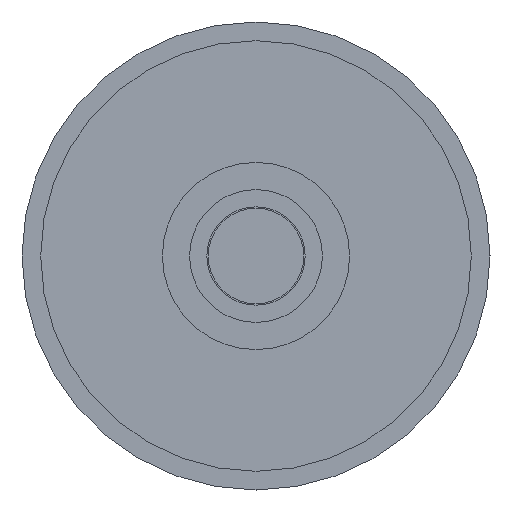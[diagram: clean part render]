
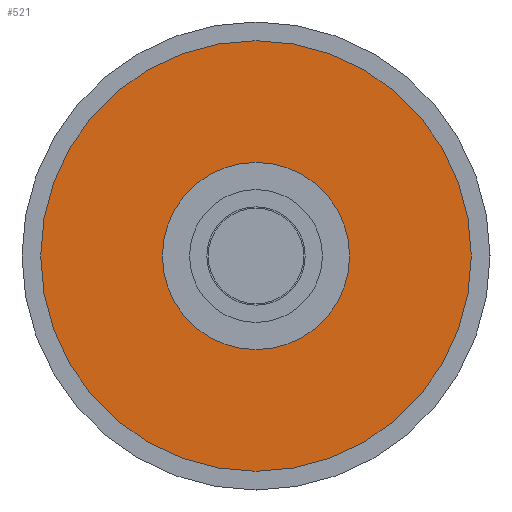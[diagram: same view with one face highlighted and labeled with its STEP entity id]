
A CAD part, front view. The second image highlights one B-rep face of the part: STEP entity #521.
In plain terms, the highlighted planar face has unit normal (0, -1, 0).
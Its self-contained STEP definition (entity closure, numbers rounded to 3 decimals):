
#19 = FACE_OUTER_BOUND ( 'NONE', #135, .T. ) ;
#38 = AXIS2_PLACEMENT_3D ( 'NONE', #1464, #953, #1648 ) ;
#72 = AXIS2_PLACEMENT_3D ( 'NONE', #1146, #2029, #127 ) ;
#78 = CARTESIAN_POINT ( 'NONE',  ( 0., -13., -10. ) ) ;
#90 = PLANE ( 'NONE',  #38 ) ;
#110 = VERTEX_POINT ( 'NONE', #78 ) ;
#127 = DIRECTION ( 'NONE',  ( 0., 0., 1. ) ) ;
#135 = EDGE_LOOP ( 'NONE', ( #554, #456 ) ) ;
#178 = EDGE_CURVE ( 'NONE', #110, #1084, #546, .T. ) ;
#237 = CIRCLE ( 'NONE', #2165, 23. ) ;
#392 = VERTEX_POINT ( 'NONE', #1947 ) ;
#456 = ORIENTED_EDGE ( 'NONE', *, *, #858, .F. ) ;
#462 = ORIENTED_EDGE ( 'NONE', *, *, #1139, .T. ) ;
#521 = ADVANCED_FACE ( 'NONE', ( #19, #893 ), #90, .F. ) ;
#546 = CIRCLE ( 'NONE', #1914, 10. ) ;
#554 = ORIENTED_EDGE ( 'NONE', *, *, #807, .F. ) ;
#690 = CARTESIAN_POINT ( 'NONE',  ( 0., -13., 0. ) ) ;
#715 = DIRECTION ( 'NONE',  ( 0., 0., 1. ) ) ;
#807 = EDGE_CURVE ( 'NONE', #392, #1572, #1177, .T. ) ;
#858 = EDGE_CURVE ( 'NONE', #1572, #392, #237, .T. ) ;
#893 = FACE_BOUND ( 'NONE', #995, .T. ) ;
#894 = CARTESIAN_POINT ( 'NONE',  ( 0., -13., 0. ) ) ;
#953 = DIRECTION ( 'NONE',  ( 0., 1., 0. ) ) ;
#986 = CIRCLE ( 'NONE', #72, 10. ) ;
#995 = EDGE_LOOP ( 'NONE', ( #462, #1707 ) ) ;
#1084 = VERTEX_POINT ( 'NONE', #1806 ) ;
#1139 = EDGE_CURVE ( 'NONE', #1084, #110, #986, .T. ) ;
#1146 = CARTESIAN_POINT ( 'NONE',  ( 0., -13., 0. ) ) ;
#1177 = CIRCLE ( 'NONE', #2046, 23. ) ;
#1206 = DIRECTION ( 'NONE',  ( 0., 1., 0. ) ) ;
#1464 = CARTESIAN_POINT ( 'NONE',  ( 23., -13., 0. ) ) ;
#1470 = CARTESIAN_POINT ( 'NONE',  ( 0., -13., -23. ) ) ;
#1572 = VERTEX_POINT ( 'NONE', #1470 ) ;
#1648 = DIRECTION ( 'NONE',  ( 0., 0., 1. ) ) ;
#1707 = ORIENTED_EDGE ( 'NONE', *, *, #178, .T. ) ;
#1727 = DIRECTION ( 'NONE',  ( 0., 1., 0. ) ) ;
#1806 = CARTESIAN_POINT ( 'NONE',  ( 0., -13., 10. ) ) ;
#1873 = DIRECTION ( 'NONE',  ( 0., 1., 0. ) ) ;
#1907 = DIRECTION ( 'NONE',  ( 0., 0., 1. ) ) ;
#1914 = AXIS2_PLACEMENT_3D ( 'NONE', #2210, #1873, #2038 ) ;
#1947 = CARTESIAN_POINT ( 'NONE',  ( 0., -13., 23. ) ) ;
#2029 = DIRECTION ( 'NONE',  ( 0., 1., 0. ) ) ;
#2038 = DIRECTION ( 'NONE',  ( 0., 0., 1. ) ) ;
#2046 = AXIS2_PLACEMENT_3D ( 'NONE', #690, #1727, #1907 ) ;
#2165 = AXIS2_PLACEMENT_3D ( 'NONE', #894, #1206, #715 ) ;
#2210 = CARTESIAN_POINT ( 'NONE',  ( 0., -13., 0. ) ) ;
